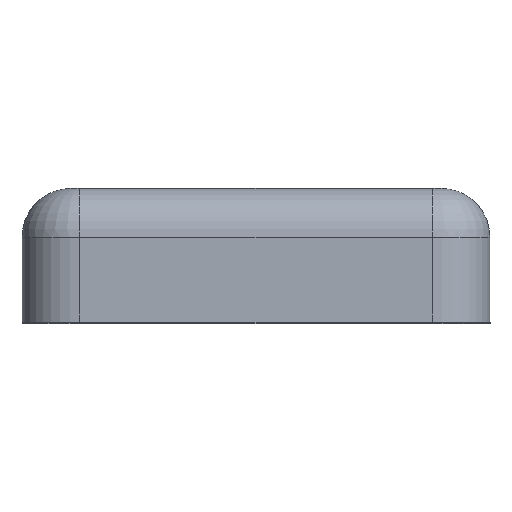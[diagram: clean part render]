
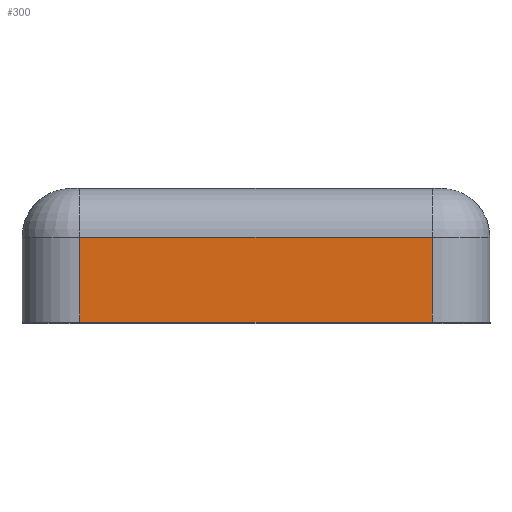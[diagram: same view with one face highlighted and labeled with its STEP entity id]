
A CAD part, top view. The second image highlights one B-rep face of the part: STEP entity #300.
In plain terms, the highlighted planar face has unit normal (0, 0, 1).
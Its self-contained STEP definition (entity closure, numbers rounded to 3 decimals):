
#22 = CARTESIAN_POINT ( 'NONE',  ( -3.95, 0., 9.65 ) ) ;
#76 = DIRECTION ( 'NONE',  ( 1., 0., 0. ) ) ;
#99 = CARTESIAN_POINT ( 'NONE',  ( -3.95, -3., 9.65 ) ) ;
#118 = VECTOR ( 'NONE', #2057, 1000. ) ;
#144 = LINE ( 'NONE', #1718, #938 ) ;
#182 = AXIS2_PLACEMENT_3D ( 'NONE', #22, #1824, #550 ) ;
#202 = FACE_OUTER_BOUND ( 'NONE', #928, .T. ) ;
#257 = LINE ( 'NONE', #950, #118 ) ;
#300 = ADVANCED_FACE ( 'NONE', ( #202 ), #1832, .T. ) ;
#342 = VECTOR ( 'NONE', #916, 1000. ) ;
#347 = EDGE_CURVE ( 'NONE', #1956, #429, #621, .T. ) ;
#428 = EDGE_CURVE ( 'NONE', #1036, #1802, #257, .T. ) ;
#429 = VERTEX_POINT ( 'NONE', #1133 ) ;
#506 = EDGE_CURVE ( 'NONE', #1802, #429, #144, .T. ) ;
#550 = DIRECTION ( 'NONE',  ( 0., -1., 0. ) ) ;
#621 = LINE ( 'NONE', #1305, #342 ) ;
#916 = DIRECTION ( 'NONE',  ( 0., -1., 0. ) ) ;
#928 = EDGE_LOOP ( 'NONE', ( #1665, #1484, #1689, #1549 ) ) ;
#938 = VECTOR ( 'NONE', #76, 1000. ) ;
#950 = CARTESIAN_POINT ( 'NONE',  ( -3.95, 0., 9.65 ) ) ;
#961 = VECTOR ( 'NONE', #1593, 1000. ) ;
#1036 = VERTEX_POINT ( 'NONE', #2055 ) ;
#1133 = CARTESIAN_POINT ( 'NONE',  ( 3.95, -3., 9.65 ) ) ;
#1296 = EDGE_CURVE ( 'NONE', #1036, #1956, #1621, .T. ) ;
#1305 = CARTESIAN_POINT ( 'NONE',  ( 3.95, 0., 9.65 ) ) ;
#1475 = CARTESIAN_POINT ( 'NONE',  ( 3.95, -1.1, 9.65 ) ) ;
#1484 = ORIENTED_EDGE ( 'NONE', *, *, #347, .F. ) ;
#1549 = ORIENTED_EDGE ( 'NONE', *, *, #428, .T. ) ;
#1593 = DIRECTION ( 'NONE',  ( 1., 0., 0. ) ) ;
#1621 = LINE ( 'NONE', #2327, #961 ) ;
#1665 = ORIENTED_EDGE ( 'NONE', *, *, #506, .T. ) ;
#1689 = ORIENTED_EDGE ( 'NONE', *, *, #1296, .F. ) ;
#1718 = CARTESIAN_POINT ( 'NONE',  ( -3.95, -3., 9.65 ) ) ;
#1802 = VERTEX_POINT ( 'NONE', #99 ) ;
#1824 = DIRECTION ( 'NONE',  ( 0., 0., 1. ) ) ;
#1832 = PLANE ( 'NONE',  #182 ) ;
#1956 = VERTEX_POINT ( 'NONE', #1475 ) ;
#2055 = CARTESIAN_POINT ( 'NONE',  ( -3.95, -1.1, 9.65 ) ) ;
#2057 = DIRECTION ( 'NONE',  ( 0., -1., 0. ) ) ;
#2327 = CARTESIAN_POINT ( 'NONE',  ( -3.95, -1.1, 9.65 ) ) ;
